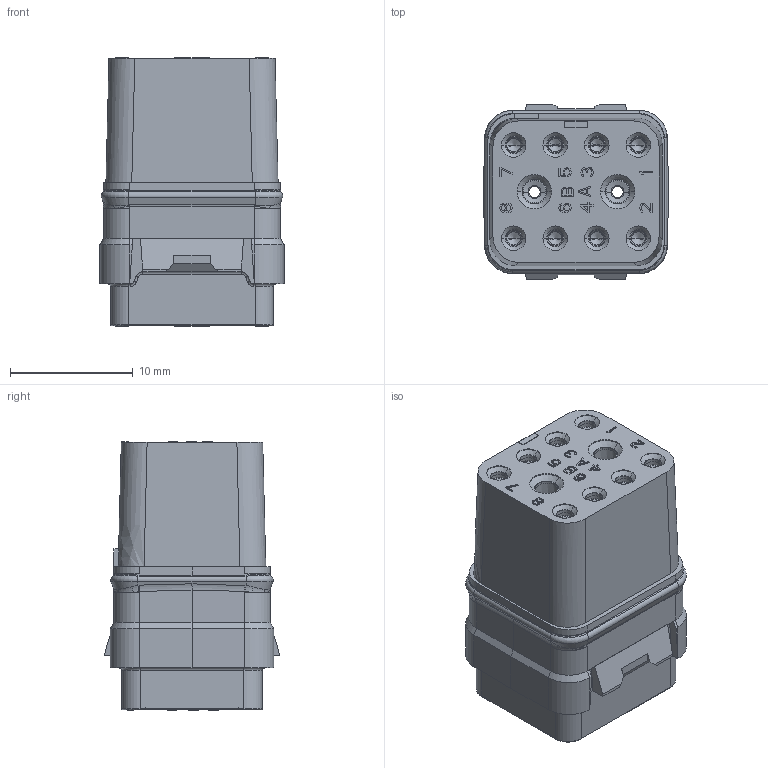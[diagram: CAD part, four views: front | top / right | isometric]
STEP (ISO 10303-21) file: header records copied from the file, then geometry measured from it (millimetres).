
FILE_DESCRIPTION((''),'2;1');
FILE_NAME('SIME0910SNC','2020-02-06T',('presta_be4'),(''),'CREO PARAMETRIC BY PTC INC, 2018360','CREO PARAMETRIC BY PTC INC, 2018360','');
FILE_SCHEMA(('CONFIG_CONTROL_DESIGN'));
Products named in the file (1): SIME0910SNC
Bounding box: 15 x 14.2 x 21.85 mm (x, y, z)
Volume: 2593.1 mm3; surface area: 5028.7 mm2
Topology: 9 solids, 9 shells, 2134 faces, 5194 edges, 3176 vertices
Faces by surface type: plane 978, cylinder 440, torus 384, cone 268, bspline 64
Entity records: 64737 total; most frequent: CARTESIAN_POINT 14021, DIRECTION 10960, ORIENTED_EDGE 10324, EDGE_CURVE 5162, AXIS2_PLACEMENT_3D 3942, VERTEX_POINT 3176, VECTOR 3076, LINE 3076
